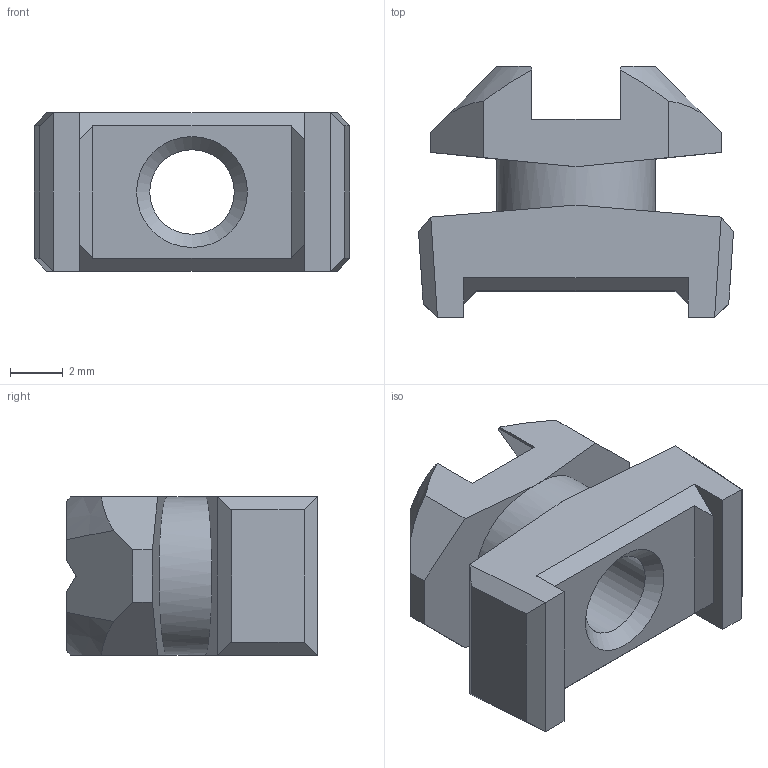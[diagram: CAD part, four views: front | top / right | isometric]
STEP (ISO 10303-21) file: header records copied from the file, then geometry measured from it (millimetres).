
FILE_DESCRIPTION(/* description */ ('Alibre Inc.'),/* implementation_level */ '2;1');
FILE_NAME(/* name */ 'export0',/* time_stamp */ '2015-07-11T13:29:43+12:00',/* author */ (''),/* organization */ (''),/* preprocessor_version */ 'ST-DEVELOPER v14',/* originating_system */ 'Alibre',/* authorisation */ '');
FILE_SCHEMA (('CONFIG_CONTROL_DESIGN'));
Length unit declared in the file: centimetre
Products named in the file (1): ID_1
Bounding box: 11.93 x 9.5 x 6 mm (x, y, z)
Volume: 340.2 mm3; surface area: 488.1 mm2
Topology: 1 solids, 1 shells, 55 faces, 153 edges, 100 vertices
Faces by surface type: plane 48, cone 5, cylinder 2
Full cylindrical faces by diameter (mm): 3.2 x1, 6 x1
Entity records: 1672 total; most frequent: CARTESIAN_POINT 330, ORIENTED_EDGE 298, DIRECTION 186, EDGE_CURVE 149, VECTOR 114, LINE 114, VERTEX_POINT 99, EDGE_LOOP 60
